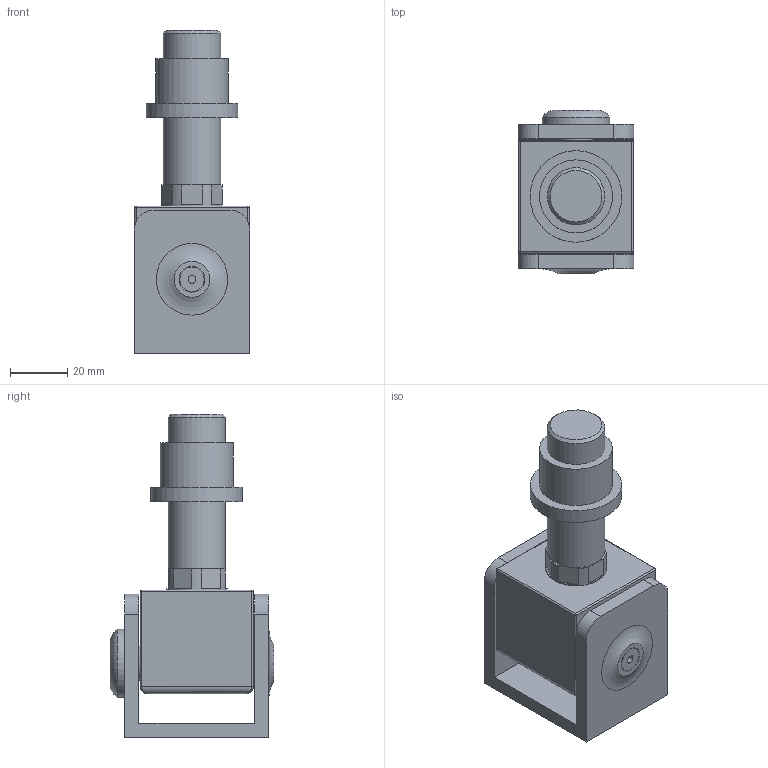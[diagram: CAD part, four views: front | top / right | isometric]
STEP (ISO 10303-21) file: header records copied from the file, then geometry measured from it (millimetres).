
FILE_DESCRIPTION (( 'STEP AP203' ), '1' );
FILE_NAME ('123-M20-VA.STEP', '2022-03-02T08:14:43', ( '' ), ( '' ), 'SwSTEP 2.0', 'SolidWorks 2018', '' );
FILE_SCHEMA (( 'CONFIG_CONTROL_DESIGN' ));
Length unit declared in the file: millimetre
Products named in the file (5): 123-MXX-VA Teil3_123-M20-VA Teil3; 123-MXX-VA Teil1_123-M20-VA Teil1; 123-M20-VA; 123-MXX-VA Teil4_123-M20-VA Teil4; 123-MXX-VA Teil2_123-M20-VA Teil2
Assembly tree (4 placements, depth 2):
  123-M20-VA
    123-MXX-VA Teil1_123-M20-VA Teil1
    123-MXX-VA Teil2_123-M20-VA Teil2
    123-MXX-VA Teil3_123-M20-VA Teil3
    123-MXX-VA Teil4_123-M20-VA Teil4
Bounding box: 40.4 x 57.1 x 113 mm (x, y, z)
Volume: 113542.7 mm3; surface area: 33986.7 mm2
Topology: 4 solids, 4 shells, 362 faces, 943 edges, 613 vertices
Faces by surface type: plane 214, bspline 107, cylinder 29, cone 6, sphere 4, torus 2
Full cylindrical faces by diameter (mm): 2.75 x1, 8.5 x1, 10 x1, 11 x1, 12 x2, 12.2 x1, 17.5 x1, 20 x1, 21.3 x1, 23.7 x1, 25.5 x1, 32 x1
Entity records: 16208 total; most frequent: CARTESIAN_POINT 7651, ORIENTED_EDGE 1814, DIRECTION 1293, EDGE_CURVE 907, VECTOR 613, LINE 613, VERTEX_POINT 606, EDGE_LOOP 425
